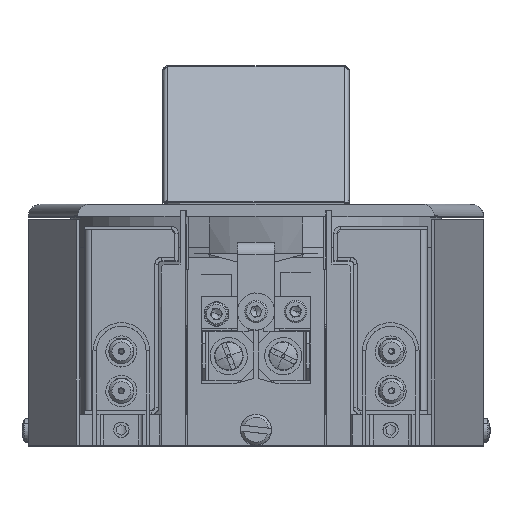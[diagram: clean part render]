
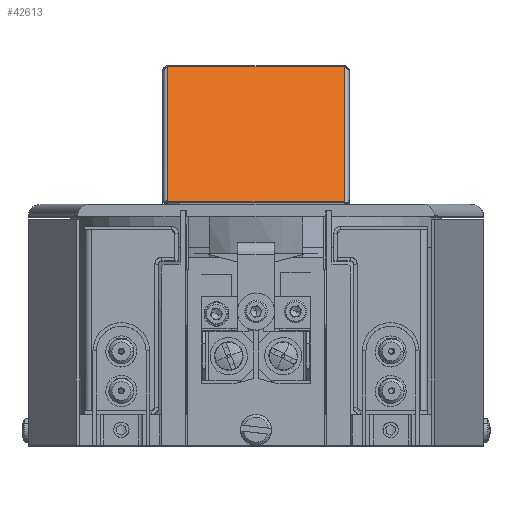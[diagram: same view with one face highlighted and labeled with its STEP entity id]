
A CAD part, top view. The second image highlights one B-rep face of the part: STEP entity #42613.
In plain terms, the highlighted planar face has unit normal (0, 0.643, 0.766).
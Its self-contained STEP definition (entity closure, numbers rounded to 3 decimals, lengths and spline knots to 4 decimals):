
#799 = ORIENTED_EDGE ( 'NONE', *, *, #17035, .F. ) ;
#1073 = VERTEX_POINT ( 'NONE', #22771 ) ;
#1200 = VECTOR ( 'NONE', #3408, 39.3701 ) ;
#1228 = VECTOR ( 'NONE', #36840, 39.3701 ) ;
#1806 = EDGE_CURVE ( 'NONE', #11800, #30147, #45370, .T. ) ;
#1831 = FACE_OUTER_BOUND ( 'NONE', #13916, .T. ) ;
#2271 = EDGE_CURVE ( 'NONE', #15590, #41020, #34914, .T. ) ;
#3408 = DIRECTION ( 'NONE',  ( 0., -0.766, 0.643 ) ) ;
#3438 = AXIS2_PLACEMENT_3D ( 'NONE', #23834, #54650, #28247 ) ;
#3823 = ORIENTED_EDGE ( 'NONE', *, *, #9886, .T. ) ;
#4062 = CARTESIAN_POINT ( 'NONE',  ( -0.4139, 4.7061, -0.64 ) ) ;
#4977 = CARTESIAN_POINT ( 'NONE',  ( -2.2319, 4.7061, -0.64 ) ) ;
#6182 = DIRECTION ( 'NONE',  ( -1., 0., 0. ) ) ;
#6403 = DIRECTION ( 'NONE',  ( 0., -0.766, 0.643 ) ) ;
#9886 = EDGE_CURVE ( 'NONE', #41020, #30147, #19014, .T. ) ;
#10687 = VECTOR ( 'NONE', #6182, 39.3701 ) ;
#11800 = VERTEX_POINT ( 'NONE', #48588 ) ;
#12469 = ORIENTED_EDGE ( 'NONE', *, *, #2271, .T. ) ;
#13916 = EDGE_LOOP ( 'NONE', ( #3823, #18260, #17533, #24788, #799, #12469 ) ) ;
#15590 = VERTEX_POINT ( 'NONE', #4062 ) ;
#17035 = EDGE_CURVE ( 'NONE', #15590, #1073, #24615, .T. ) ;
#17533 = ORIENTED_EDGE ( 'NONE', *, *, #21066, .F. ) ;
#18260 = ORIENTED_EDGE ( 'NONE', *, *, #1806, .F. ) ;
#19014 = LINE ( 'NONE', #41747, #29293 ) ;
#20974 = LINE ( 'NONE', #37067, #10687 ) ;
#21066 = EDGE_CURVE ( 'NONE', #50410, #11800, #23276, .T. ) ;
#22771 = CARTESIAN_POINT ( 'NONE',  ( -0.4139, 3.3327, 0.5125 ) ) ;
#23276 = LINE ( 'NONE', #48207, #45394 ) ;
#23834 = CARTESIAN_POINT ( 'NONE',  ( -0.3819, 4.7061, -0.64 ) ) ;
#24615 = LINE ( 'NONE', #25362, #1200 ) ;
#24788 = ORIENTED_EDGE ( 'NONE', *, *, #34343, .F. ) ;
#25362 = CARTESIAN_POINT ( 'NONE',  ( -0.4139, 4.7061, -0.64 ) ) ;
#27923 = CARTESIAN_POINT ( 'NONE',  ( -2.1997, 3.3384, 0.5077 ) ) ;
#28077 = PLANE ( 'NONE',  #3438 ) ;
#28247 = DIRECTION ( 'NONE',  ( 0., 0.766, -0.643 ) ) ;
#29293 = VECTOR ( 'NONE', #6403, 39.3701 ) ;
#30147 = VERTEX_POINT ( 'NONE', #41781 ) ;
#31574 = CARTESIAN_POINT ( 'NONE',  ( -2.1999, 4.7061, -0.64 ) ) ;
#34343 = EDGE_CURVE ( 'NONE', #1073, #50410, #20974, .T. ) ;
#34914 = LINE ( 'NONE', #4977, #36344 ) ;
#35812 = DIRECTION ( 'NONE',  ( -1., 0., 0. ) ) ;
#36344 = VECTOR ( 'NONE', #35812, 39.3701 ) ;
#36840 = DIRECTION ( 'NONE',  ( -1., 0., 0. ) ) ;
#37067 = CARTESIAN_POINT ( 'NONE',  ( -0.4139, 3.3327, 0.5125 ) ) ;
#41020 = VERTEX_POINT ( 'NONE', #31574 ) ;
#41747 = CARTESIAN_POINT ( 'NONE',  ( -2.1999, 4.7061, -0.64 ) ) ;
#41781 = CARTESIAN_POINT ( 'NONE',  ( -2.1999, 3.3384, 0.5077 ) ) ;
#42613 = ADVANCED_FACE ( 'NONE', ( #1831 ), #28077, .F. ) ;
#45370 = LINE ( 'NONE', #27923, #1228 ) ;
#45394 = VECTOR ( 'NONE', #52600, 39.3701 ) ;
#46001 = CARTESIAN_POINT ( 'NONE',  ( -2.1997, 3.3327, 0.5125 ) ) ;
#48207 = CARTESIAN_POINT ( 'NONE',  ( -2.1997, 3.3327, 0.5125 ) ) ;
#48588 = CARTESIAN_POINT ( 'NONE',  ( -2.1997, 3.3384, 0.5077 ) ) ;
#50410 = VERTEX_POINT ( 'NONE', #46001 ) ;
#52600 = DIRECTION ( 'NONE',  ( 0., 0.766, -0.643 ) ) ;
#54650 = DIRECTION ( 'NONE',  ( 0., -0.643, -0.766 ) ) ;
